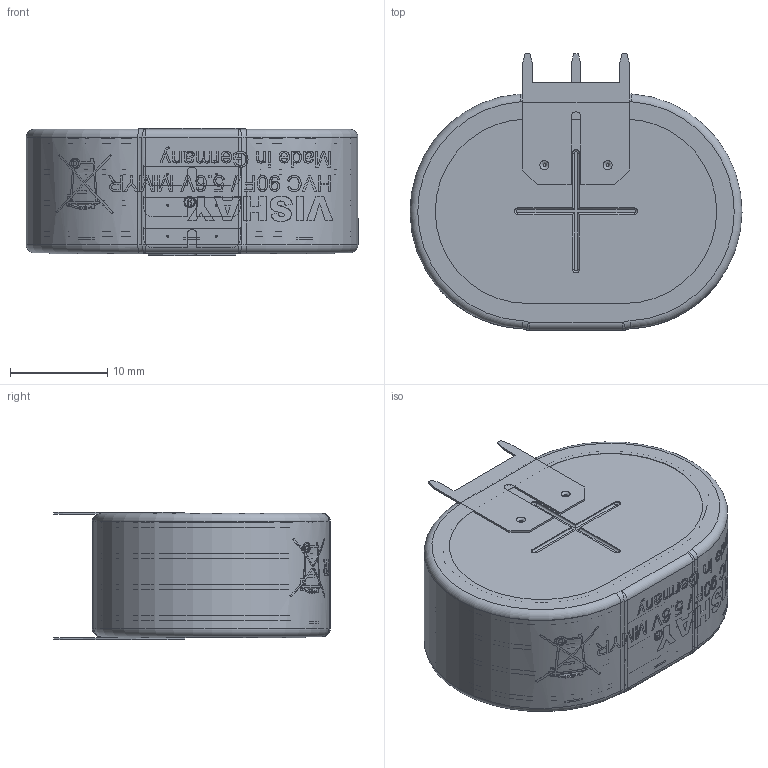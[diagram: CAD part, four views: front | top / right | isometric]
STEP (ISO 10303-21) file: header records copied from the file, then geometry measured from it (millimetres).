
FILE_DESCRIPTION(/* description */ (''),/* implementation_level */ '2;1');
FILE_NAME(/* name */ '713058-405.stp',/* time_stamp */ '2018-07-23T14:11:26+07:00',/* author */ ('IAriyanto'),/* organization */ (''),/* preprocessor_version */ 'ST-DEVELOPER v15.6',/* originating_system */ 'Autodesk Inventor 2015',/* authorisation */ '');
FILE_SCHEMA (('AUTOMOTIVE_DESIGN { 1 0 10303 214 3 1 1 }'));
Length unit declared in the file: millimetre
Products named in the file (6): HVC 35; 710747; 713508 Singgle PC tag - without notch; 713512-Double PC tag - without notch; OuterSLeeve; 713058
Assembly tree (10 placements, depth 2):
  713058
    HVC 35  x4
    710747  x3
    713508 Singgle PC tag - without notch
    713512-Double PC tag - without notch
    OuterSLeeve
Bounding box: 34.2 x 28.51 x 13.1 mm (x, y, z)
Volume: 10817.6 mm3; surface area: 10985.9 mm2
Topology: 10 solids, 10 shells, 1215 faces, 3230 edges, 2114 vertices
Faces by surface type: plane 583, cylinder 274, bspline 246, torus 76, sphere 36
Full cylindrical faces by diameter (mm): 0.191 x1, 0.391 x1, 0.774 x1
Entity records: 31988 total; most frequent: CARTESIAN_POINT 10100, ORIENTED_EDGE 4670, DIRECTION 3769, EDGE_CURVE 2335, VERTEX_POINT 1558, LINE 1317, VECTOR 1317, AXIS2_PLACEMENT_3D 1226
